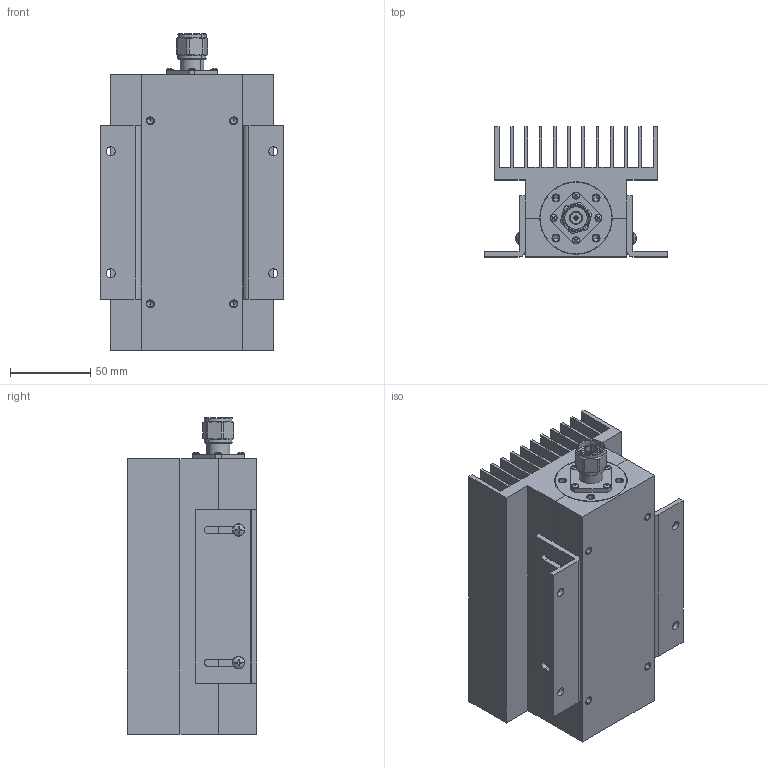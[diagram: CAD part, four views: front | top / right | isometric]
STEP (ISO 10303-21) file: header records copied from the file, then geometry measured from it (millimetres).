
FILE_DESCRIPTION (( 'STEP AP203' ), '1' );
FILE_NAME ('FMTR1032.step', '2019-03-21T14:32:47', ( '' ), ( '' ), 'SwSTEP 2.0', 'SolidWorks 2017', '' );
FILE_SCHEMA (( 'CONFIG_CONTROL_DESIGN' ));
Length unit declared in the file: inch
Products named in the file (1): FMTR1032
Bounding box: 114.3 x 81.03 x 197.36 mm (x, y, z)
Volume: 798653.9 mm3; surface area: 185369.8 mm2
Topology: 1 solids, 2 shells, 588 faces, 1572 edges, 1004 vertices
Faces by surface type: plane 309, cylinder 176, bspline 44, cone 33, torus 18, sphere 8
Entity records: 27366 total; most frequent: CARTESIAN_POINT 13169, ORIENTED_EDGE 3112, DIRECTION 2746, EDGE_CURVE 1556, VERTEX_POINT 1004, AXIS2_PLACEMENT_3D 957, VECTOR 832, LINE 832
